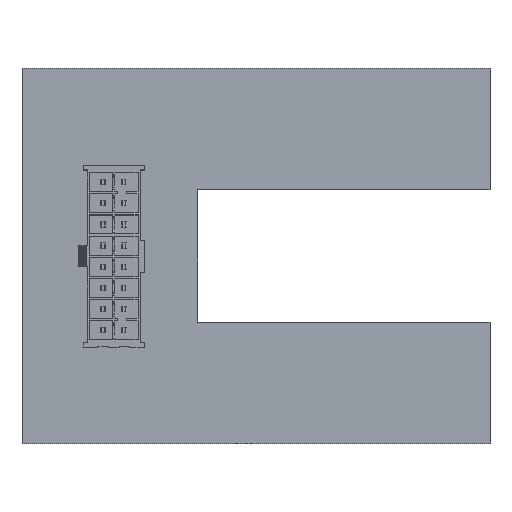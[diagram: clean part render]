
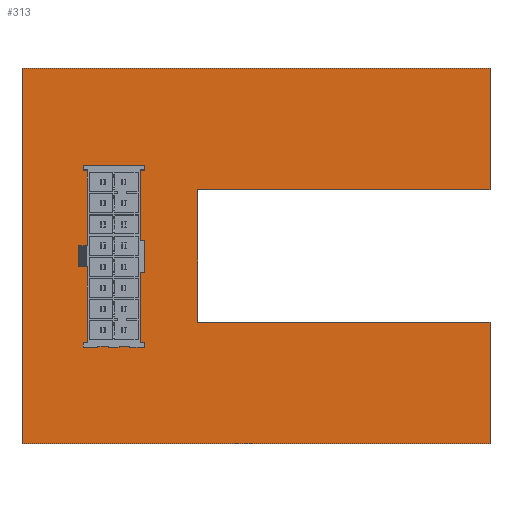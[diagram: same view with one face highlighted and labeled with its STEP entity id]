
A CAD part, top view. The second image highlights one B-rep face of the part: STEP entity #313.
In plain terms, the highlighted planar face has unit normal (0, 0, 1).
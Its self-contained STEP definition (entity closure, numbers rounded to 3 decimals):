
#56 = VERTEX_POINT('',#57);
#57 = CARTESIAN_POINT('',(0.,0.,1.575));
#63 = EDGE_CURVE('',#56,#64,#66,.T.);
#64 = VERTEX_POINT('',#65);
#65 = CARTESIAN_POINT('',(0.,45.085,1.575));
#66 = LINE('',#67,#68);
#67 = CARTESIAN_POINT('',(0.,0.,1.575));
#68 = VECTOR('',#69,1.);
#69 = DIRECTION('',(0.,1.,0.));
#94 = EDGE_CURVE('',#64,#95,#97,.T.);
#95 = VERTEX_POINT('',#96);
#96 = CARTESIAN_POINT('',(56.134,45.085,1.575));
#97 = LINE('',#98,#99);
#98 = CARTESIAN_POINT('',(0.,45.085,1.575));
#99 = VECTOR('',#100,1.);
#100 = DIRECTION('',(1.,0.,0.));
#125 = EDGE_CURVE('',#95,#126,#128,.T.);
#126 = VERTEX_POINT('',#127);
#127 = CARTESIAN_POINT('',(56.134,30.48,1.575));
#128 = LINE('',#129,#130);
#129 = CARTESIAN_POINT('',(56.134,45.085,1.575));
#130 = VECTOR('',#131,1.);
#131 = DIRECTION('',(0.,-1.,0.));
#156 = EDGE_CURVE('',#126,#157,#159,.T.);
#157 = VERTEX_POINT('',#158);
#158 = CARTESIAN_POINT('',(21.082,30.48,1.575));
#159 = LINE('',#160,#161);
#160 = CARTESIAN_POINT('',(56.134,30.48,1.575));
#161 = VECTOR('',#162,1.);
#162 = DIRECTION('',(-1.,0.,0.));
#187 = EDGE_CURVE('',#157,#188,#190,.T.);
#188 = VERTEX_POINT('',#189);
#189 = CARTESIAN_POINT('',(21.082,14.605,1.575));
#190 = LINE('',#191,#192);
#191 = CARTESIAN_POINT('',(21.082,30.48,1.575));
#192 = VECTOR('',#193,1.);
#193 = DIRECTION('',(0.,-1.,0.));
#218 = EDGE_CURVE('',#188,#219,#221,.T.);
#219 = VERTEX_POINT('',#220);
#220 = CARTESIAN_POINT('',(56.134,14.605,1.575));
#221 = LINE('',#222,#223);
#222 = CARTESIAN_POINT('',(21.082,14.605,1.575));
#223 = VECTOR('',#224,1.);
#224 = DIRECTION('',(1.,0.,0.));
#249 = EDGE_CURVE('',#219,#250,#252,.T.);
#250 = VERTEX_POINT('',#251);
#251 = CARTESIAN_POINT('',(56.134,0.,1.575));
#252 = LINE('',#253,#254);
#253 = CARTESIAN_POINT('',(56.134,14.605,1.575));
#254 = VECTOR('',#255,1.);
#255 = DIRECTION('',(0.,-1.,0.));
#280 = EDGE_CURVE('',#250,#56,#281,.T.);
#281 = LINE('',#282,#283);
#282 = CARTESIAN_POINT('',(56.134,0.,1.575));
#283 = VECTOR('',#284,1.);
#284 = DIRECTION('',(-1.,0.,0.));
#313 = ADVANCED_FACE('',(#314),#324,.F.);
#314 = FACE_BOUND('',#315,.F.);
#315 = EDGE_LOOP('',(#316,#317,#318,#319,#320,#321,#322,#323));
#316 = ORIENTED_EDGE('',*,*,#63,.T.);
#317 = ORIENTED_EDGE('',*,*,#94,.T.);
#318 = ORIENTED_EDGE('',*,*,#125,.T.);
#319 = ORIENTED_EDGE('',*,*,#156,.T.);
#320 = ORIENTED_EDGE('',*,*,#187,.T.);
#321 = ORIENTED_EDGE('',*,*,#218,.T.);
#322 = ORIENTED_EDGE('',*,*,#249,.T.);
#323 = ORIENTED_EDGE('',*,*,#280,.T.);
#324 = PLANE('',#325);
#325 = AXIS2_PLACEMENT_3D('',#326,#327,#328);
#326 = CARTESIAN_POINT('',(28.737,22.543,1.575));
#327 = DIRECTION('',(-0.,-0.,-1.));
#328 = DIRECTION('',(-1.,0.,0.));
